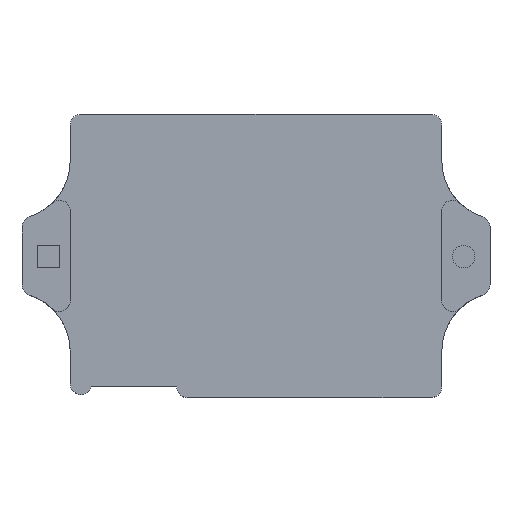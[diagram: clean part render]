
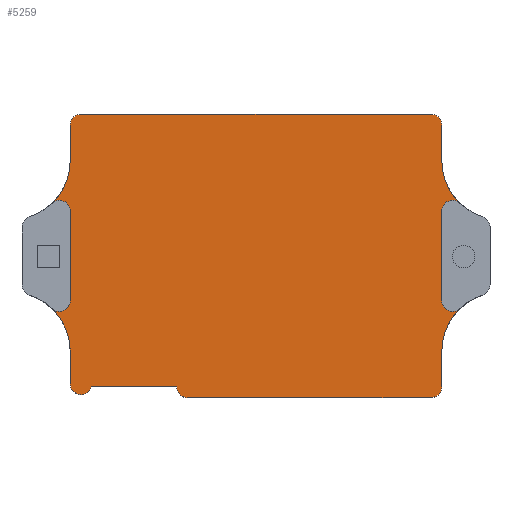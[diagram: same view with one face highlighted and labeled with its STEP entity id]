
A CAD part, top view. The second image highlights one B-rep face of the part: STEP entity #5259.
In plain terms, the highlighted face is planar.
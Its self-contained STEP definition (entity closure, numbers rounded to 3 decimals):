
#457=PLANE('',#5493);
#728=FACE_OUTER_BOUND('',#1031,.T.);
#1031=EDGE_LOOP('',(#4809,#4810,#4811,#4812,#4813,#4814,#4815,#4816,#4817,
#4818,#4819,#4820,#4821,#4822,#4823,#4824,#4825,#4826,#4827,#4828,#4829,
#4830,#4831));
#1544=LINE('',#9490,#2084);
#1549=LINE('',#9500,#2089);
#1550=LINE('',#9504,#2090);
#1551=LINE('',#9507,#2091);
#1552=LINE('',#9509,#2092);
#1553=LINE('',#9515,#2093);
#1554=LINE('',#9519,#2094);
#1555=LINE('',#9522,#2095);
#1556=LINE('',#9524,#2096);
#1557=LINE('',#9526,#2097);
#1558=LINE('',#9528,#2098);
#2084=VECTOR('',#6393,10.);
#2089=VECTOR('',#6400,10.);
#2090=VECTOR('',#6403,10.);
#2091=VECTOR('',#6406,10.);
#2092=VECTOR('',#6407,10.);
#2093=VECTOR('',#6412,10.);
#2094=VECTOR('',#6415,10.);
#2095=VECTOR('',#6418,10.);
#2096=VECTOR('',#6419,10.);
#2097=VECTOR('',#6420,10.);
#2098=VECTOR('',#6421,10.);
#2164=CIRCLE('',#5336,5.5);
#2167=CIRCLE('',#5340,1.);
#2168=CIRCLE('',#5342,5.5);
#2171=CIRCLE('',#5346,1.);
#2174=CIRCLE('',#5490,1.);
#2176=CIRCLE('',#5494,1.);
#2177=CIRCLE('',#5495,1.);
#2178=CIRCLE('',#5496,1.);
#2179=CIRCLE('',#5497,5.5);
#2180=CIRCLE('',#5498,1.);
#2181=CIRCLE('',#5499,1.);
#2182=CIRCLE('',#5500,5.5);
#2221=VERTEX_POINT('',#6637);
#2222=VERTEX_POINT('',#6639);
#2226=VERTEX_POINT('',#6649);
#2227=VERTEX_POINT('',#6653);
#2228=VERTEX_POINT('',#6655);
#2232=VERTEX_POINT('',#6665);
#2653=VERTEX_POINT('',#9480);
#2654=VERTEX_POINT('',#9481);
#2657=VERTEX_POINT('',#9489);
#2661=VERTEX_POINT('',#9499);
#2662=VERTEX_POINT('',#9501);
#2663=VERTEX_POINT('',#9503);
#2664=VERTEX_POINT('',#9505);
#2665=VERTEX_POINT('',#9508);
#2666=VERTEX_POINT('',#9510);
#2667=VERTEX_POINT('',#9512);
#2668=VERTEX_POINT('',#9514);
#2669=VERTEX_POINT('',#9516);
#2670=VERTEX_POINT('',#9518);
#2671=VERTEX_POINT('',#9520);
#2672=VERTEX_POINT('',#9523);
#2673=VERTEX_POINT('',#9525);
#2674=VERTEX_POINT('',#9527);
#2738=EDGE_CURVE('',#2222,#2221,#2164,.T.);
#2744=EDGE_CURVE('',#2221,#2226,#2167,.T.);
#2746=EDGE_CURVE('',#2228,#2227,#2168,.T.);
#2752=EDGE_CURVE('',#2227,#2232,#2171,.T.);
#3384=EDGE_CURVE('',#2653,#2654,#2174,.T.);
#3388=EDGE_CURVE('',#2654,#2657,#1544,.T.);
#3393=EDGE_CURVE('',#2653,#2661,#1549,.T.);
#3394=EDGE_CURVE('',#2662,#2661,#2176,.T.);
#3395=EDGE_CURVE('',#2663,#2662,#1550,.T.);
#3396=EDGE_CURVE('',#2664,#2663,#2177,.T.);
#3397=EDGE_CURVE('',#2228,#2664,#1551,.T.);
#3398=EDGE_CURVE('',#2665,#2232,#1552,.T.);
#3399=EDGE_CURVE('',#2666,#2665,#2178,.F.);
#3400=EDGE_CURVE('',#2666,#2667,#2179,.T.);
#3401=EDGE_CURVE('',#2668,#2667,#1553,.T.);
#3402=EDGE_CURVE('',#2669,#2668,#2180,.T.);
#3403=EDGE_CURVE('',#2670,#2669,#1554,.T.);
#3404=EDGE_CURVE('',#2671,#2670,#2181,.T.);
#3405=EDGE_CURVE('',#2222,#2671,#1555,.T.);
#3406=EDGE_CURVE('',#2672,#2226,#1556,.T.);
#3407=EDGE_CURVE('',#2672,#2673,#1557,.T.);
#3408=EDGE_CURVE('',#2673,#2674,#1558,.T.);
#3409=EDGE_CURVE('',#2674,#2657,#2182,.T.);
#4809=ORIENTED_EDGE('',*,*,#3384,.F.);
#4810=ORIENTED_EDGE('',*,*,#3393,.T.);
#4811=ORIENTED_EDGE('',*,*,#3394,.F.);
#4812=ORIENTED_EDGE('',*,*,#3395,.F.);
#4813=ORIENTED_EDGE('',*,*,#3396,.F.);
#4814=ORIENTED_EDGE('',*,*,#3397,.F.);
#4815=ORIENTED_EDGE('',*,*,#2746,.T.);
#4816=ORIENTED_EDGE('',*,*,#2752,.T.);
#4817=ORIENTED_EDGE('',*,*,#3398,.F.);
#4818=ORIENTED_EDGE('',*,*,#3399,.F.);
#4819=ORIENTED_EDGE('',*,*,#3400,.T.);
#4820=ORIENTED_EDGE('',*,*,#3401,.F.);
#4821=ORIENTED_EDGE('',*,*,#3402,.F.);
#4822=ORIENTED_EDGE('',*,*,#3403,.F.);
#4823=ORIENTED_EDGE('',*,*,#3404,.F.);
#4824=ORIENTED_EDGE('',*,*,#3405,.F.);
#4825=ORIENTED_EDGE('',*,*,#2738,.T.);
#4826=ORIENTED_EDGE('',*,*,#2744,.T.);
#4827=ORIENTED_EDGE('',*,*,#3406,.F.);
#4828=ORIENTED_EDGE('',*,*,#3407,.T.);
#4829=ORIENTED_EDGE('',*,*,#3408,.T.);
#4830=ORIENTED_EDGE('',*,*,#3409,.T.);
#4831=ORIENTED_EDGE('',*,*,#3388,.F.);
#5259=ADVANCED_FACE('',(#728),#457,.F.);
#5336=AXIS2_PLACEMENT_3D('',#6640,#5621,#5622);
#5340=AXIS2_PLACEMENT_3D('',#6651,#5632,#5633);
#5342=AXIS2_PLACEMENT_3D('',#6656,#5637,#5638);
#5346=AXIS2_PLACEMENT_3D('',#6667,#5648,#5649);
#5490=AXIS2_PLACEMENT_3D('',#9482,#6385,#6386);
#5493=AXIS2_PLACEMENT_3D('',#9498,#6398,#6399);
#5494=AXIS2_PLACEMENT_3D('',#9502,#6401,#6402);
#5495=AXIS2_PLACEMENT_3D('',#9506,#6404,#6405);
#5496=AXIS2_PLACEMENT_3D('',#9511,#6408,#6409);
#5497=AXIS2_PLACEMENT_3D('',#9513,#6410,#6411);
#5498=AXIS2_PLACEMENT_3D('',#9517,#6413,#6414);
#5499=AXIS2_PLACEMENT_3D('',#9521,#6416,#6417);
#5500=AXIS2_PLACEMENT_3D('',#9529,#6422,#6423);
#5621=DIRECTION('center_axis',(0.,1.,0.));
#5622=DIRECTION('ref_axis',(1.,0.,0.));
#5632=DIRECTION('center_axis',(0.,1.,0.));
#5633=DIRECTION('ref_axis',(0.392,0.,0.92));
#5637=DIRECTION('center_axis',(0.,1.,0.));
#5638=DIRECTION('ref_axis',(-1.,0.,0.));
#5648=DIRECTION('center_axis',(0.,1.,0.));
#5649=DIRECTION('ref_axis',(-0.392,0.,-0.92));
#6385=DIRECTION('center_axis',(0.,1.,0.));
#6386=DIRECTION('ref_axis',(0.96,0.,-0.28));
#6393=DIRECTION('',(0.,0.,1.));
#6398=DIRECTION('center_axis',(0.,1.,0.));
#6399=DIRECTION('ref_axis',(0.,0.,1.));
#6400=DIRECTION('',(1.,0.,0.));
#6401=DIRECTION('center_axis',(0.,1.,0.));
#6402=DIRECTION('ref_axis',(-0.707,0.,-0.707));
#6403=DIRECTION('',(-1.,0.,0.));
#6404=DIRECTION('center_axis',(0.,1.,0.));
#6405=DIRECTION('ref_axis',(0.707,0.,-0.707));
#6406=DIRECTION('',(0.,0.,-1.));
#6407=DIRECTION('',(0.,0.,-1.));
#6408=DIRECTION('center_axis',(0.,1.,0.));
#6409=DIRECTION('ref_axis',(-0.392,0.,0.92));
#6410=DIRECTION('center_axis',(0.,1.,0.));
#6411=DIRECTION('ref_axis',(-0.182,0.,-0.983));
#6412=DIRECTION('',(0.,0.,-1.));
#6413=DIRECTION('center_axis',(0.,1.,0.));
#6414=DIRECTION('ref_axis',(0.707,0.,0.707));
#6415=DIRECTION('',(1.,0.,0.));
#6416=DIRECTION('center_axis',(0.,1.,0.));
#6417=DIRECTION('ref_axis',(-0.707,0.,0.707));
#6418=DIRECTION('',(0.,0.,1.));
#6419=DIRECTION('',(0.,0.,1.));
#6420=DIRECTION('',(-1.,0.,0.));
#6421=DIRECTION('',(0.,0.,-1.));
#6422=DIRECTION('center_axis',(0.,1.,0.));
#6423=DIRECTION('ref_axis',(0.182,0.,0.983));
#6637=CARTESIAN_POINT('',(6.348,7.9,-6.509));
#6639=CARTESIAN_POINT('',(8.04,7.9,-2.54));
#6640=CARTESIAN_POINT('Origin',(2.54,7.9,-2.54));
#6649=CARTESIAN_POINT('',(8.04,7.9,-7.23));
#6651=CARTESIAN_POINT('Origin',(7.04,7.9,-7.23));
#6653=CARTESIAN_POINT('',(44.452,7.9,-16.351));
#6655=CARTESIAN_POINT('',(42.76,7.9,-20.32));
#6656=CARTESIAN_POINT('Origin',(48.26,7.9,-20.32));
#6665=CARTESIAN_POINT('',(42.76,7.9,-15.63));
#6667=CARTESIAN_POINT('Origin',(43.76,7.9,-15.63));
#9480=CARTESIAN_POINT('',(10.,7.9,-23.66));
#9481=CARTESIAN_POINT('',(8.04,7.9,-23.38));
#9482=CARTESIAN_POINT('Origin',(9.04,7.9,-23.38));
#9489=CARTESIAN_POINT('',(8.04,7.9,-20.32));
#9490=CARTESIAN_POINT('',(8.04,7.9,-18.045));
#9498=CARTESIAN_POINT('Origin',(25.4,7.9,-11.43));
#9499=CARTESIAN_POINT('',(18.,7.9,-23.66));
#9500=CARTESIAN_POINT('',(19.7,7.9,-23.66));
#9501=CARTESIAN_POINT('',(19.,7.9,-24.66));
#9502=CARTESIAN_POINT('Origin',(19.,7.9,-23.66));
#9503=CARTESIAN_POINT('',(41.76,7.9,-24.66));
#9504=CARTESIAN_POINT('',(34.08,7.9,-24.66));
#9505=CARTESIAN_POINT('',(42.76,7.9,-23.66));
#9506=CARTESIAN_POINT('Origin',(41.76,7.9,-23.66));
#9507=CARTESIAN_POINT('',(42.76,7.9,-15.875));
#9508=CARTESIAN_POINT('',(42.76,7.9,-7.23));
#9509=CARTESIAN_POINT('',(42.76,7.9,-24.66));
#9510=CARTESIAN_POINT('',(44.452,7.9,-6.509));
#9511=CARTESIAN_POINT('Origin',(43.76,7.9,-7.23));
#9512=CARTESIAN_POINT('',(42.76,7.9,-2.54));
#9513=CARTESIAN_POINT('Origin',(48.26,7.9,-2.54));
#9514=CARTESIAN_POINT('',(42.76,7.9,0.8));
#9515=CARTESIAN_POINT('',(42.76,7.9,-4.815));
#9516=CARTESIAN_POINT('',(41.76,7.9,1.8));
#9517=CARTESIAN_POINT('Origin',(41.76,7.9,0.8));
#9518=CARTESIAN_POINT('',(9.04,7.9,1.8));
#9519=CARTESIAN_POINT('',(16.72,7.9,1.8));
#9520=CARTESIAN_POINT('',(8.04,7.9,0.8));
#9521=CARTESIAN_POINT('Origin',(9.04,7.9,0.8));
#9522=CARTESIAN_POINT('',(8.04,7.9,-6.985));
#9523=CARTESIAN_POINT('',(8.04,7.9,-8.13));
#9524=CARTESIAN_POINT('',(8.04,7.9,1.8));
#9525=CARTESIAN_POINT('',(6.04,7.9,-8.13));
#9526=CARTESIAN_POINT('',(8.04,7.9,-8.13));
#9527=CARTESIAN_POINT('',(6.04,7.9,-16.077));
#9528=CARTESIAN_POINT('',(6.04,7.9,-8.13));
#9529=CARTESIAN_POINT('Origin',(2.54,7.9,-20.32));
